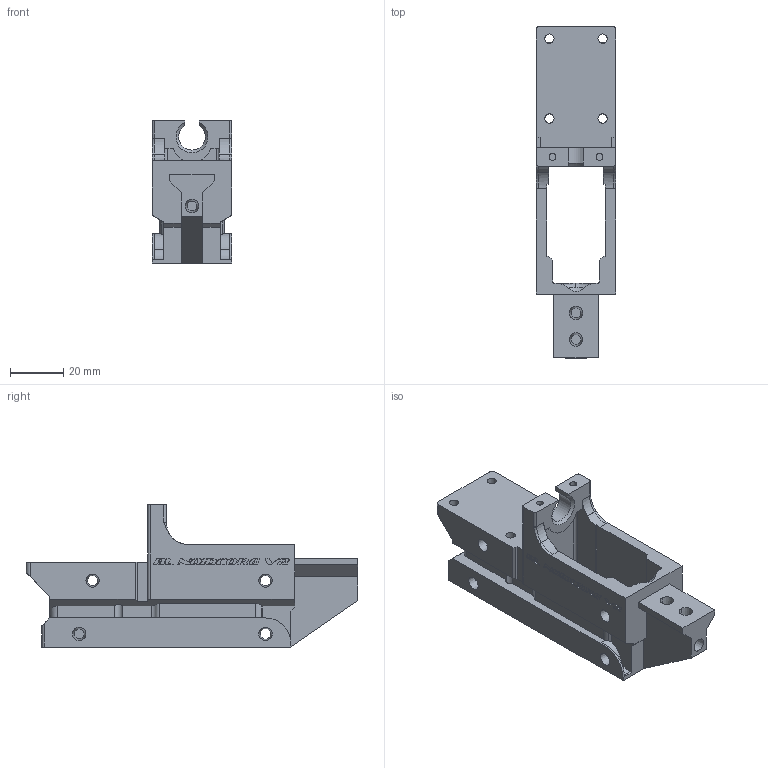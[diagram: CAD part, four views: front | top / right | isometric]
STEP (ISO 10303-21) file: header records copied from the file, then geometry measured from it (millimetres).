
FILE_DESCRIPTION(/* description */ ('STEP AP242','CAx-IF Rec.Pracs.---Representation and Presentation of Product Manufacturing Information (PMI)---4.0---2014-10-13','CAx-IF Rec.Pracs.---3D Tessellated Geometry---0.4---2014-09-14','2;1'),/* implementation_level */ '2;1');
FILE_NAME(/* name */ '672a72eb0e2e58675dc01a75',/* time_stamp */ '2024-11-05T19:33:00Z',/* author */ (''),/* organization */ (''),/* preprocessor_version */ 'ST-DEVELOPER v20',/* originating_system */ 'ONSHAPE BY PTC INC, 1.189',/* authorisation */ ' ');
FILE_SCHEMA (('AP242_MANAGED_MODEL_BASED_3D_ENGINEERING_MIM_LF { 1 0 10303 442 1 1 4 }'));
Length unit declared in the file: metre
Products named in the file (1): OFD-DDW-TLNX BL NOIDCORE V2
Bounding box: 30 x 124.75 x 53.5 mm (x, y, z)
Volume: 46017.9 mm3; surface area: 27329.1 mm2
Topology: 1 solids, 1 shells, 1396 faces, 4053 edges, 2690 vertices
Faces by surface type: plane 1302, cylinder 50, cone 36, torus 4, bspline 4
Full cylindrical faces by diameter (mm): 2.6 x2, 3.5 x6, 4.996 x4, 6 x1
Entity records: 45154 total; most frequent: CARTESIAN_POINT 8350, ORIENTED_EDGE 8046, DIRECTION 6926, EDGE_CURVE 4023, LINE 3790, VECTOR 3790, VERTEX_POINT 2682, AXIS2_PLACEMENT_3D 1568
